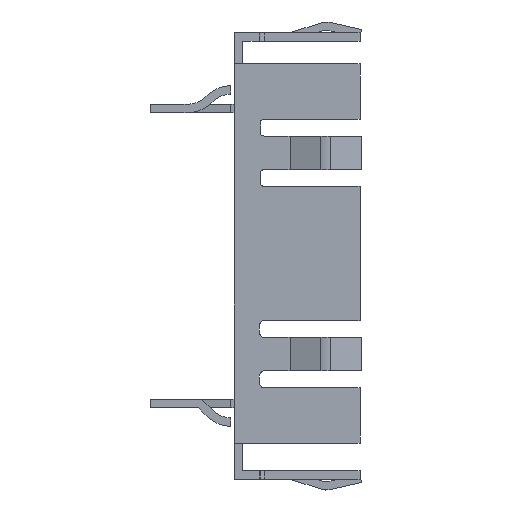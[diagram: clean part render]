
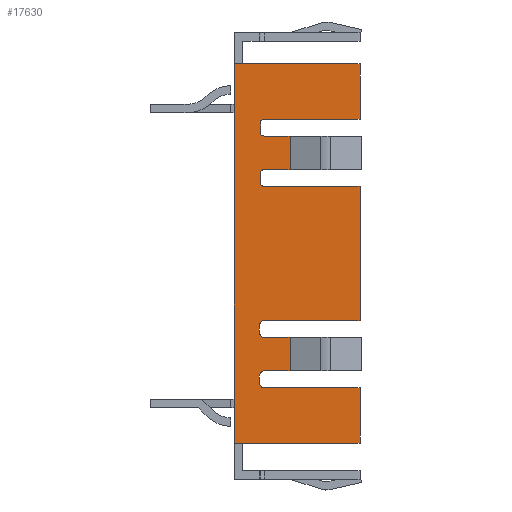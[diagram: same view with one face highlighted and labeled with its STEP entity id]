
A CAD part, left-side view. The second image highlights one B-rep face of the part: STEP entity #17630.
In plain terms, the highlighted face is planar.
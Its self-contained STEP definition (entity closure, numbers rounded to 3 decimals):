
#7310=CARTESIAN_POINT('',(7.244,-2.068,17.23))
;
#7320=VERTEX_POINT('',#7310);
#7560=CARTESIAN_POINT('',(-0.256,-2.068,17.23
));
#7570=VERTEX_POINT('',#7560);
#7600=CARTESIAN_POINT('',(-16.561,-2.068,17.23))
;
#7610=DIRECTION('',(1.,0.,0.));
#7620=VECTOR('',#7610,1.);
#7630=LINE('',#7600,#7620);
#7640=EDGE_CURVE('',#7570,#7320,#7630,.T.);
#10110=CARTESIAN_POINT('',(5.744,-2.068,
-1.77));
#10120=VERTEX_POINT('',#10110);
#10200=CARTESIAN_POINT('',(5.444,-2.068,
-2.07));
#10210=VERTEX_POINT('',#10200);
#10240=CARTESIAN_POINT('',(5.444,-2.068,
-1.77));
#10250=DIRECTION('',(0.,-1.,0.));
#10260=DIRECTION('',(0.,0.,1.));
#10270=AXIS2_PLACEMENT_3D('',#10240,#10250,#10260);
#10280=CIRCLE('',#10270,0.3);
#10290=EDGE_CURVE('',#10210,#10120,#10280,.T.);
#10850=CARTESIAN_POINT('',(5.744,-2.068,35.322)
);
#10860=DIRECTION('',(0.,0.,-1.));
#10870=VECTOR('',#10860,1.);
#10880=LINE('',#10850,#10870);
#10890=CARTESIAN_POINT('',(5.744,-2.068,
-1.37));
#10900=VERTEX_POINT('',#10890);
#10910=EDGE_CURVE('',#10900,#10120,#10880,.T.);
#11160=CARTESIAN_POINT('',(5.444,-2.068,
-1.37));
#11170=DIRECTION('',(0.,-1.,0.));
#11180=DIRECTION('',(0.,0.,1.));
#11190=AXIS2_PLACEMENT_3D('',#11160,#11170,#11180);
#11200=CIRCLE('',#11190,0.3);
#11210=CARTESIAN_POINT('',(5.444,-2.068,
-1.07));
#11220=VERTEX_POINT('',#11210);
#11230=EDGE_CURVE('',#10900,#11220,#11200,.T.);
#15700=CARTESIAN_POINT('',(6.744,-2.068,47.322)
);
#15710=DIRECTION('',(-0.,1.,0.));
#15720=DIRECTION('',(-1.,-0.,0.));
#15730=AXIS2_PLACEMENT_3D('',#15700,#15710,#15720);
#15740=PLANE('',#15730);
#15750=ORIENTED_EDGE('',*,*,#7640,.T.);
#15760=CARTESIAN_POINT('',(-0.256,-2.068,
4.803));
#15770=DIRECTION('',(0.,0.,1.));
#15780=VECTOR('',#15770,1.);
#15790=LINE('',#15760,#15780);
#15800=CARTESIAN_POINT('',(-0.256,-2.068,
13.93));
#15810=VERTEX_POINT('',#15800);
#15820=EDGE_CURVE('',#15810,#7570,#15790,.T.);
#15830=ORIENTED_EDGE('',*,*,#15820,.T.);
#15840=CARTESIAN_POINT('',(-16.561,-2.068,13.93)
);
#15850=DIRECTION('',(-1.,-0.,0.));
#15860=VECTOR('',#15850,1.);
#15870=LINE('',#15840,#15860);
#15880=CARTESIAN_POINT('',(5.444,-2.068,13.93)
);
#15890=VERTEX_POINT('',#15880);
#15900=EDGE_CURVE('',#15890,#15810,#15870,.T.);
#15910=ORIENTED_EDGE('',*,*,#15900,.T.);
#15920=CARTESIAN_POINT('',(5.444,-2.068,13.63)
);
#15930=DIRECTION('',(0.,-1.,0.));
#15940=DIRECTION('',(0.,0.,1.));
#15950=AXIS2_PLACEMENT_3D('',#15920,#15930,#15940);
#15960=CIRCLE('',#15950,0.3);
#15970=CARTESIAN_POINT('',(5.652,-2.068,13.846))
;
#15980=VERTEX_POINT('',#15970);
#15990=EDGE_CURVE('',#15980,#15890,#15960,.T.);
#16000=ORIENTED_EDGE('',*,*,#15990,.T.);
#16010=CARTESIAN_POINT('',(5.652,-2.068,4.803))
;
#16020=DIRECTION('',(0.,0.,-1.));
#16030=VECTOR('',#16020,1.);
#16040=LINE('',#16010,#16030);
#16050=CARTESIAN_POINT('',(5.652,-2.068,13.014))
;
#16060=VERTEX_POINT('',#16050);
#16070=EDGE_CURVE('',#15980,#16060,#16040,.T.);
#16080=ORIENTED_EDGE('',*,*,#16070,.F.);
#16090=CARTESIAN_POINT('',(5.444,-2.068,13.23)
);
#16100=DIRECTION('',(0.,-1.,0.));
#16110=DIRECTION('',(0.,0.,1.));
#16120=AXIS2_PLACEMENT_3D('',#16090,#16100,#16110);
#16130=CIRCLE('',#16120,0.3);
#16140=CARTESIAN_POINT('',(5.444,-2.068,12.93)
);
#16150=VERTEX_POINT('',#16140);
#16160=EDGE_CURVE('',#16150,#16060,#16130,.T.);
#16170=ORIENTED_EDGE('',*,*,#16160,.T.);
#16180=CARTESIAN_POINT('',(-16.561,-2.068,12.93)
);
#16190=DIRECTION('',(1.,0.,0.));
#16200=VECTOR('',#16190,1.);
#16210=LINE('',#16180,#16200);
#16220=CARTESIAN_POINT('',(3.915,-2.068,12.93))
;
#16230=VERTEX_POINT('',#16220);
#16240=EDGE_CURVE('',#16230,#16150,#16210,.T.);
#16250=ORIENTED_EDGE('',*,*,#16240,.T.);
#16260=CARTESIAN_POINT('',(3.915,-2.068,
4.803));
#16270=DIRECTION('',(0.,0.,1.));
#16280=VECTOR('',#16270,1.);
#16290=LINE('',#16260,#16280);
#16300=CARTESIAN_POINT('',(3.915,-2.068,10.93)
);
#16310=VERTEX_POINT('',#16300);
#16320=EDGE_CURVE('',#16310,#16230,#16290,.T.);
#16330=ORIENTED_EDGE('',*,*,#16320,.T.);
#16340=CARTESIAN_POINT('',(-16.561,-2.068,10.93)
);
#16350=DIRECTION('',(1.,0.,0.));
#16360=VECTOR('',#16350,1.);
#16370=LINE('',#16340,#16360);
#16380=CARTESIAN_POINT('',(5.444,-2.068,10.93)
);
#16390=VERTEX_POINT('',#16380);
#16400=EDGE_CURVE('',#16310,#16390,#16370,.T.);
#16410=ORIENTED_EDGE('',*,*,#16400,.F.);
#16420=CARTESIAN_POINT('',(5.444,-2.068,10.63)
);
#16430=DIRECTION('',(0.,-1.,0.));
#16440=DIRECTION('',(0.,0.,1.));
#16450=AXIS2_PLACEMENT_3D('',#16420,#16430,#16440);
#16460=CIRCLE('',#16450,0.3);
#16470=CARTESIAN_POINT('',(5.652,-2.068,10.846))
;
#16480=VERTEX_POINT('',#16470);
#16490=EDGE_CURVE('',#16480,#16390,#16460,.T.);
#16500=ORIENTED_EDGE('',*,*,#16490,.T.);
#16510=CARTESIAN_POINT('',(5.652,-2.068,10.014))
;
#16520=VERTEX_POINT('',#16510);
#16530=EDGE_CURVE('',#16480,#16520,#16040,.T.);
#16540=ORIENTED_EDGE('',*,*,#16530,.F.);
#16550=CARTESIAN_POINT('',(5.444,-2.068,10.23)
);
#16560=DIRECTION('',(0.,-1.,0.));
#16570=DIRECTION('',(0.,0.,1.));
#16580=AXIS2_PLACEMENT_3D('',#16550,#16560,#16570);
#16590=CIRCLE('',#16580,0.3);
#16600=CARTESIAN_POINT('',(5.444,-2.068,
9.93));
#16610=VERTEX_POINT('',#16600);
#16620=EDGE_CURVE('',#16610,#16520,#16590,.T.);
#16630=ORIENTED_EDGE('',*,*,#16620,.T.);
#16640=CARTESIAN_POINT('',(-16.561,-2.068,
9.93));
#16650=DIRECTION('',(-1.,-0.,0.));
#16660=VECTOR('',#16650,1.);
#16670=LINE('',#16640,#16660);
#16680=CARTESIAN_POINT('',(-0.256,-2.068,
9.93));
#16690=VERTEX_POINT('',#16680);
#16700=EDGE_CURVE('',#16610,#16690,#16670,.T.);
#16710=ORIENTED_EDGE('',*,*,#16700,.F.);
#16720=CARTESIAN_POINT('',(-0.256,-2.068,
1.93));
#16730=VERTEX_POINT('',#16720);
#16740=EDGE_CURVE('',#16730,#16690,#15790,.T.);
#16750=ORIENTED_EDGE('',*,*,#16740,.T.);
#16760=CARTESIAN_POINT('',(-16.561,-2.068,
1.93));
#16770=DIRECTION('',(1.,0.,0.));
#16780=VECTOR('',#16770,1.);
#16790=LINE('',#16760,#16780);
#16800=CARTESIAN_POINT('',(5.444,-2.068,
1.93));
#16810=VERTEX_POINT('',#16800);
#16820=EDGE_CURVE('',#16730,#16810,#16790,.T.);
#16830=ORIENTED_EDGE('',*,*,#16820,.F.);
#16840=CARTESIAN_POINT('',(5.444,-2.068,
1.63));
#16850=DIRECTION('',(0.,-1.,0.));
#16860=DIRECTION('',(0.,0.,1.));
#16870=AXIS2_PLACEMENT_3D('',#16840,#16850,#16860);
#16880=CIRCLE('',#16870,0.3);
#16890=CARTESIAN_POINT('',(5.744,-2.068,
1.63));
#16900=VERTEX_POINT('',#16890);
#16910=EDGE_CURVE('',#16900,#16810,#16880,.T.);
#16920=ORIENTED_EDGE('',*,*,#16910,.T.);
#16930=CARTESIAN_POINT('',(5.744,-2.068,35.322)
);
#16940=DIRECTION('',(0.,0.,-1.));
#16950=VECTOR('',#16940,1.);
#16960=LINE('',#16930,#16950);
#16970=CARTESIAN_POINT('',(5.744,-2.068,
1.23));
#16980=VERTEX_POINT('',#16970);
#16990=EDGE_CURVE('',#16900,#16980,#16960,.T.);
#17000=ORIENTED_EDGE('',*,*,#16990,.F.);
#17010=CARTESIAN_POINT('',(5.444,-2.068,
1.23));
#17020=DIRECTION('',(0.,-1.,0.));
#17030=DIRECTION('',(0.,0.,1.));
#17040=AXIS2_PLACEMENT_3D('',#17010,#17020,#17030);
#17050=CIRCLE('',#17040,0.3);
#17060=CARTESIAN_POINT('',(5.444,-2.068,
0.93));
#17070=VERTEX_POINT('',#17060);
#17080=EDGE_CURVE('',#17070,#16980,#17050,.T.);
#17090=ORIENTED_EDGE('',*,*,#17080,.T.);
#17100=CARTESIAN_POINT('',(-16.561,-2.068,
0.93));
#17110=DIRECTION('',(1.,0.,0.));
#17120=VECTOR('',#17110,1.);
#17130=LINE('',#17100,#17120);
#17140=CARTESIAN_POINT('',(3.915,-2.068,
0.93));
#17150=VERTEX_POINT('',#17140);
#17160=EDGE_CURVE('',#17150,#17070,#17130,.T.);
#17170=ORIENTED_EDGE('',*,*,#17160,.T.);
#17180=CARTESIAN_POINT('',(3.915,-2.068,
4.803));
#17190=DIRECTION('',(0.,0.,1.));
#17200=VECTOR('',#17190,1.);
#17210=LINE('',#17180,#17200);
#17220=CARTESIAN_POINT('',(3.915,-2.068,
-1.07));
#17230=VERTEX_POINT('',#17220);
#17240=EDGE_CURVE('',#17230,#17150,#17210,.T.);
#17250=ORIENTED_EDGE('',*,*,#17240,.T.);
#17260=CARTESIAN_POINT('',(-16.561,-2.068,
-1.07));
#17270=DIRECTION('',(1.,0.,0.));
#17280=VECTOR('',#17270,1.);
#17290=LINE('',#17260,#17280);
#17300=EDGE_CURVE('',#17230,#11220,#17290,.T.);
#17310=ORIENTED_EDGE('',*,*,#17300,.F.);
#17320=ORIENTED_EDGE('',*,*,#11230,.T.);
#17330=ORIENTED_EDGE('',*,*,#10910,.F.);
#17340=ORIENTED_EDGE('',*,*,#10290,.T.);
#17350=CARTESIAN_POINT('',(-16.561,-2.068,
-2.07));
#17360=DIRECTION('',(-1.,-0.,0.));
#17370=VECTOR('',#17360,1.);
#17380=LINE('',#17350,#17370);
#17390=CARTESIAN_POINT('',(-0.256,-2.068,
-2.07));
#17400=VERTEX_POINT('',#17390);
#17410=EDGE_CURVE('',#10210,#17400,#17380,.T.);
#17420=ORIENTED_EDGE('',*,*,#17410,.F.);
#17430=CARTESIAN_POINT('',(-0.256,-2.068,
-5.37));
#17440=VERTEX_POINT('',#17430);
#17450=EDGE_CURVE('',#17440,#17400,#15790,.T.);
#17460=ORIENTED_EDGE('',*,*,#17450,.T.);
#17470=CARTESIAN_POINT('',(-16.561,-2.068,
-5.37));
#17480=DIRECTION('',(-1.,-0.,0.));
#17490=VECTOR('',#17480,1.);
#17500=LINE('',#17470,#17490);
#17510=CARTESIAN_POINT('',(7.244,-2.068,
-5.37));
#17520=VERTEX_POINT('',#17510);
#17530=EDGE_CURVE('',#17520,#17440,#17500,.T.);
#17540=ORIENTED_EDGE('',*,*,#17530,.T.);
#17550=CARTESIAN_POINT('',(7.244,-2.068,
4.803));
#17560=DIRECTION('',(0.,0.,1.));
#17570=VECTOR('',#17560,1.);
#17580=LINE('',#17550,#17570);
#17590=EDGE_CURVE('',#17520,#7320,#17580,.T.);
#17600=ORIENTED_EDGE('',*,*,#17590,.F.);
#17610=EDGE_LOOP('',(#17600,#17540,#17460,#17420,#17340,#17330,#17320,
#17310,#17250,#17170,#17090,#17000,#16920,#16830,#16750,#16710,#16630,
#16540,#16500,#16410,#16330,#16250,#16170,#16080,#16000,#15910,#15830,
#15750));
#17620=FACE_OUTER_BOUND('',#17610,.T.);
#17630=ADVANCED_FACE('',(#17620),#15740,.T.);
